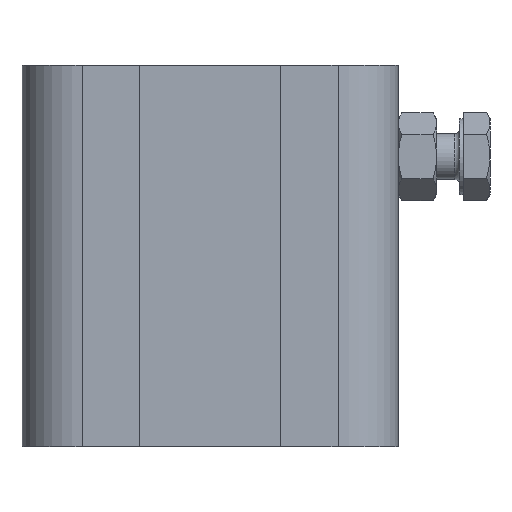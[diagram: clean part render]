
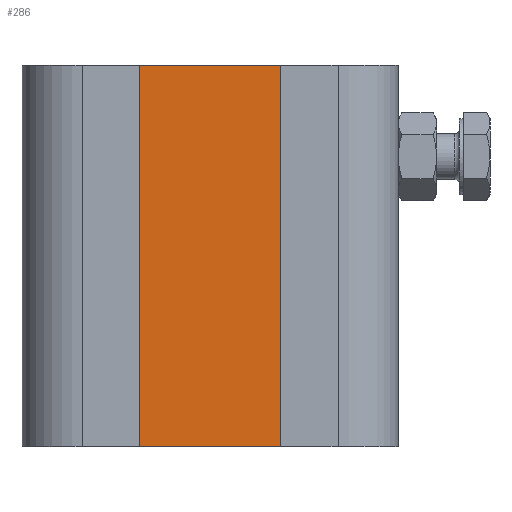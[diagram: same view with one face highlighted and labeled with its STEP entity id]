
A CAD part, front view. The second image highlights one B-rep face of the part: STEP entity #286.
In plain terms, the highlighted planar face has unit normal (0, -1, 0).
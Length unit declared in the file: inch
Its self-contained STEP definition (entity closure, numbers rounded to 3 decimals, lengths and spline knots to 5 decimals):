
#60 = ORIENTED_EDGE ( 'NONE', *, *, #1084, .T. ) ;
#63 = VECTOR ( 'NONE', #2734, 39.37008 ) ;
#178 = CARTESIAN_POINT ( 'NONE',  ( -0.81299, 0.80709, 1.9685 ) ) ;
#196 = AXIS2_PLACEMENT_3D ( 'NONE', #178, #1771, #2658 ) ;
#286 = ADVANCED_FACE ( 'NONE', ( #888 ), #1308, .T. ) ;
#326 = CARTESIAN_POINT ( 'NONE',  ( -0.65945, 0.80709, 1.9685 ) ) ;
#329 = ORIENTED_EDGE ( 'NONE', *, *, #2775, .F. ) ;
#346 = EDGE_LOOP ( 'NONE', ( #562, #1447, #329, #60 ) ) ;
#436 = VERTEX_POINT ( 'NONE', #2242 ) ;
#562 = ORIENTED_EDGE ( 'NONE', *, *, #2152, .F. ) ;
#668 = VERTEX_POINT ( 'NONE', #2590 ) ;
#675 = CARTESIAN_POINT ( 'NONE',  ( -0.97047, 0.80709, 0. ) ) ;
#721 = CARTESIAN_POINT ( 'NONE',  ( -0.65945, 0.80709, 0. ) ) ;
#739 = LINE ( 'NONE', #2500, #63 ) ;
#888 = FACE_OUTER_BOUND ( 'NONE', #346, .T. ) ;
#950 = VECTOR ( 'NONE', #1897, 39.37008 ) ;
#987 = CARTESIAN_POINT ( 'NONE',  ( 0.65945, 0.80709, 1.9685 ) ) ;
#1084 = EDGE_CURVE ( 'NONE', #436, #1886, #1448, .T. ) ;
#1308 = PLANE ( 'NONE',  #196 ) ;
#1347 = DIRECTION ( 'NONE',  ( -1., 0., 0. ) ) ;
#1430 = VECTOR ( 'NONE', #1347, 39.37008 ) ;
#1447 = ORIENTED_EDGE ( 'NONE', *, *, #1926, .T. ) ;
#1448 = LINE ( 'NONE', #326, #950 ) ;
#1771 = DIRECTION ( 'NONE',  ( 0., -1., 0. ) ) ;
#1816 = VECTOR ( 'NONE', #2639, 39.37008 ) ;
#1886 = VERTEX_POINT ( 'NONE', #721 ) ;
#1897 = DIRECTION ( 'NONE',  ( 0., 0., -1. ) ) ;
#1926 = EDGE_CURVE ( 'NONE', #668, #2474, #739, .T. ) ;
#2152 = EDGE_CURVE ( 'NONE', #668, #1886, #2214, .T. ) ;
#2214 = LINE ( 'NONE', #675, #1430 ) ;
#2242 = CARTESIAN_POINT ( 'NONE',  ( -0.65945, 0.80709, 1.9685 ) ) ;
#2412 = CARTESIAN_POINT ( 'NONE',  ( 0.97047, 0.80709, 1.9685 ) ) ;
#2441 = LINE ( 'NONE', #2412, #1816 ) ;
#2474 = VERTEX_POINT ( 'NONE', #987 ) ;
#2500 = CARTESIAN_POINT ( 'NONE',  ( 0.65945, 0.80709, 1.9685 ) ) ;
#2590 = CARTESIAN_POINT ( 'NONE',  ( 0.65945, 0.80709, 0. ) ) ;
#2639 = DIRECTION ( 'NONE',  ( 1., 0., 0. ) ) ;
#2658 = DIRECTION ( 'NONE',  ( 1., 0., 0. ) ) ;
#2734 = DIRECTION ( 'NONE',  ( 0., 0., 1. ) ) ;
#2775 = EDGE_CURVE ( 'NONE', #436, #2474, #2441, .T. ) ;
